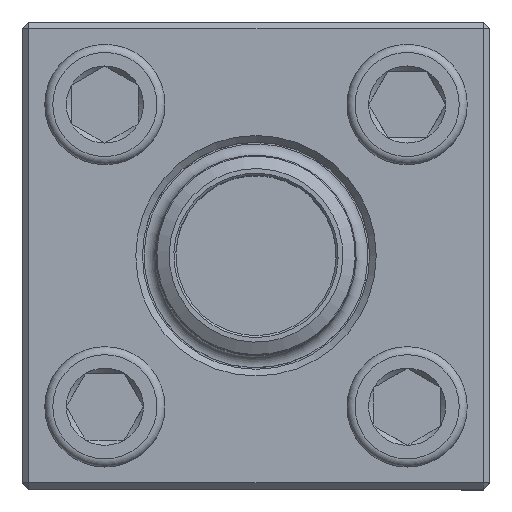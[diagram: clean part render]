
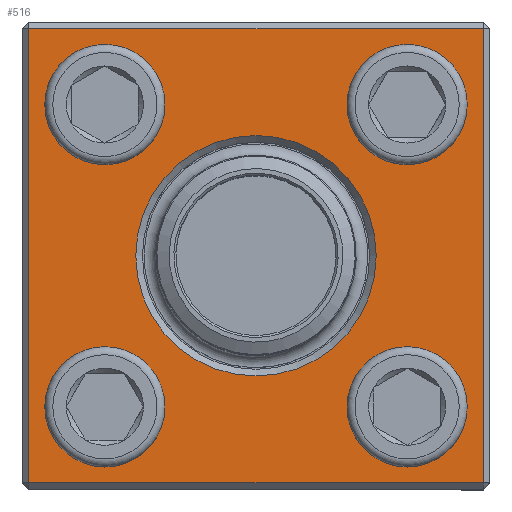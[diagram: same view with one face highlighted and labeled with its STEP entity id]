
A CAD part, top view. The second image highlights one B-rep face of the part: STEP entity #516.
In plain terms, the highlighted planar face has unit normal (0, 0, 1).
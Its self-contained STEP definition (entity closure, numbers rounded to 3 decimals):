
#305=FACE_BOUND('',#745,.T.);
#306=FACE_BOUND('',#746,.T.);
#307=FACE_BOUND('',#747,.T.);
#308=FACE_BOUND('',#748,.T.);
#309=FACE_BOUND('',#749,.T.);
#310=FACE_BOUND('',#750,.T.);
#432=CIRCLE('',#1713,18.);
#433=CIRCLE('',#1714,7.);
#434=CIRCLE('',#1715,7.);
#435=CIRCLE('',#1716,7.);
#436=CIRCLE('',#1717,7.);
#516=ADVANCED_FACE('',(#305,#306,#307,#308,#309,#310),#634,.F.);
#634=PLANE('',#1718);
#745=EDGE_LOOP('',(#941));
#746=EDGE_LOOP('',(#942,#943,#944,#945));
#747=EDGE_LOOP('',(#946));
#748=EDGE_LOOP('',(#947));
#749=EDGE_LOOP('',(#948));
#750=EDGE_LOOP('',(#949));
#941=ORIENTED_EDGE('',*,*,#1416,.T.);
#942=ORIENTED_EDGE('',*,*,#1417,.T.);
#943=ORIENTED_EDGE('',*,*,#1418,.T.);
#944=ORIENTED_EDGE('',*,*,#1419,.T.);
#945=ORIENTED_EDGE('',*,*,#1420,.T.);
#946=ORIENTED_EDGE('',*,*,#1421,.T.);
#947=ORIENTED_EDGE('',*,*,#1422,.T.);
#948=ORIENTED_EDGE('',*,*,#1423,.T.);
#949=ORIENTED_EDGE('',*,*,#1424,.T.);
#1293=VERTEX_POINT('',#2448);
#1294=VERTEX_POINT('',#2450);
#1295=VERTEX_POINT('',#2451);
#1296=VERTEX_POINT('',#2453);
#1297=VERTEX_POINT('',#2455);
#1298=VERTEX_POINT('',#2458);
#1299=VERTEX_POINT('',#2460);
#1300=VERTEX_POINT('',#2462);
#1301=VERTEX_POINT('',#2464);
#1416=EDGE_CURVE('',#1293,#1293,#432,.T.);
#1417=EDGE_CURVE('',#1294,#1295,#1592,.T.);
#1418=EDGE_CURVE('',#1295,#1296,#1593,.T.);
#1419=EDGE_CURVE('',#1296,#1297,#1594,.T.);
#1420=EDGE_CURVE('',#1297,#1294,#1595,.T.);
#1421=EDGE_CURVE('',#1298,#1298,#433,.T.);
#1422=EDGE_CURVE('',#1299,#1299,#434,.T.);
#1423=EDGE_CURVE('',#1300,#1300,#435,.T.);
#1424=EDGE_CURVE('',#1301,#1301,#436,.T.);
#1592=LINE('',#2449,#1658);
#1593=LINE('',#2452,#1659);
#1594=LINE('',#2454,#1660);
#1595=LINE('',#2456,#1661);
#1658=VECTOR('',#1948,1.);
#1659=VECTOR('',#1949,1.);
#1660=VECTOR('',#1950,1.);
#1661=VECTOR('',#1951,1.);
#1713=AXIS2_PLACEMENT_3D('',#2447,#1946,#1947);
#1714=AXIS2_PLACEMENT_3D('',#2457,#1952,#1953);
#1715=AXIS2_PLACEMENT_3D('',#2459,#1954,#1955);
#1716=AXIS2_PLACEMENT_3D('',#2461,#1956,#1957);
#1717=AXIS2_PLACEMENT_3D('',#2463,#1958,#1959);
#1718=AXIS2_PLACEMENT_3D('',#2465,#1960,#1961);
#1946=DIRECTION('',(0.,0.,-1.));
#1947=DIRECTION('',(-1.,0.,0.));
#1948=DIRECTION('',(-1.,0.,0.));
#1949=DIRECTION('',(0.,-1.,0.));
#1950=DIRECTION('',(1.,0.,0.));
#1951=DIRECTION('',(0.,1.,0.));
#1952=DIRECTION('',(0.,0.,-1.));
#1953=DIRECTION('',(-1.,0.,0.));
#1954=DIRECTION('',(0.,0.,-1.));
#1955=DIRECTION('',(-1.,0.,0.));
#1956=DIRECTION('',(0.,0.,-1.));
#1957=DIRECTION('',(-1.,0.,0.));
#1958=DIRECTION('',(0.,0.,-1.));
#1959=DIRECTION('',(-1.,0.,0.));
#1960=DIRECTION('',(0.,0.,-1.));
#1961=DIRECTION('',(-1.,0.,0.));
#2447=CARTESIAN_POINT('',(0.,0.,19.));
#2448=CARTESIAN_POINT('',(-18.,0.,19.));
#2449=CARTESIAN_POINT('',(-35.,34.,19.));
#2450=CARTESIAN_POINT('',(34.,34.,19.));
#2451=CARTESIAN_POINT('',(-34.,34.,19.));
#2452=CARTESIAN_POINT('',(-34.,-35.,19.));
#2453=CARTESIAN_POINT('',(-34.,-34.,19.));
#2454=CARTESIAN_POINT('',(35.,-34.,19.));
#2455=CARTESIAN_POINT('',(34.,-34.,19.));
#2456=CARTESIAN_POINT('',(34.,35.,19.));
#2457=CARTESIAN_POINT('',(-22.627,-22.627,19.));
#2458=CARTESIAN_POINT('',(-29.627,-22.627,19.));
#2459=CARTESIAN_POINT('',(-22.627,22.627,19.));
#2460=CARTESIAN_POINT('',(-29.627,22.627,19.));
#2461=CARTESIAN_POINT('',(22.627,22.627,19.));
#2462=CARTESIAN_POINT('',(15.627,22.627,19.));
#2463=CARTESIAN_POINT('',(22.627,-22.627,19.));
#2464=CARTESIAN_POINT('',(15.627,-22.627,19.));
#2465=CARTESIAN_POINT('',(0.,0.,19.));
